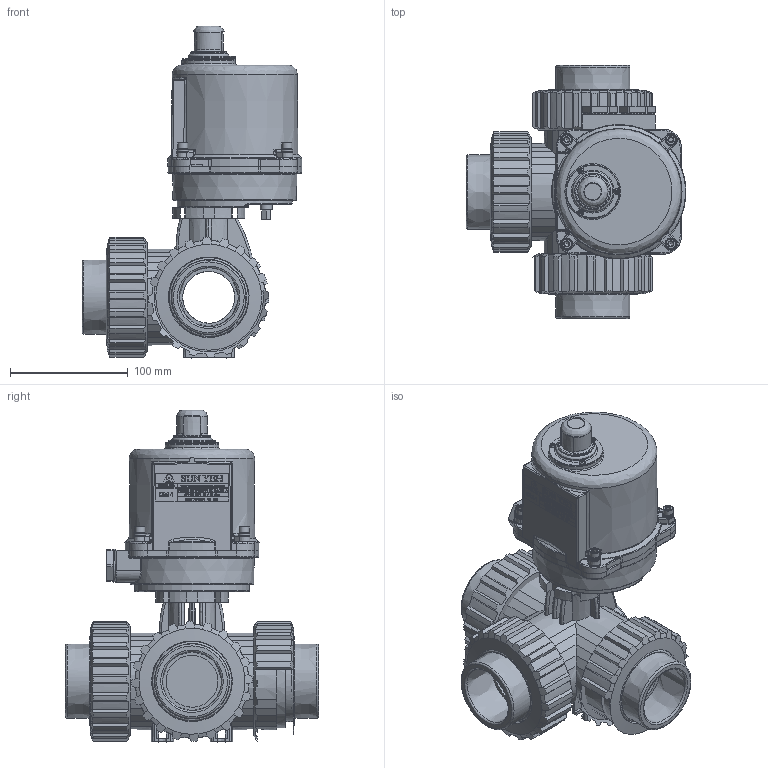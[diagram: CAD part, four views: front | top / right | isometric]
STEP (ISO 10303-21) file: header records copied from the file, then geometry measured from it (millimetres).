
FILE_DESCRIPTION (( 'STEP AP214' ), '1' );
FILE_NAME ('200.357.050 kke 050 ht 3-weg OM1 15sec.STEP', '2020-12-14T11:31:42', ( '' ), ( '' ), 'SwSTEP 2.0', 'SolidWorks 2018', '' );
FILE_SCHEMA (( 'AUTOMOTIVE_DESIGN' ));
Length unit declared in the file: millimetre
Products named in the file (1): 200.357.050 kke 050 ht 3-weg OM1 15sec
Bounding box: 186.34 x 214.74 x 281.75 mm (x, y, z)
Surface area: 244285.1 mm2 (no closed solid volume)
Topology: 0 solids, 79 shells, 1363 faces, 6230 edges, 4761 vertices
Faces by surface type: plane 622, bspline 458, cylinder 188, cone 62, torus 33
Full cylindrical faces by diameter (mm): 2 x1, 5 x15, 6.8 x2, 8 x2, 8.5 x4, 10 x5, 20 x1, 28 x2, 34.4 x1, 45.3 x1, 97.6 x1
Entity records: 97938 total; most frequent: CARTESIAN_POINT 42210, ORIENTED_EDGE 8838, EDGE_CURVE 6037, DIRECTION 5496, VERTEX_POINT 4707, LINE 2804, VECTOR 2804, B_SPLINE_CURVE_WITH_KNOTS 2322
